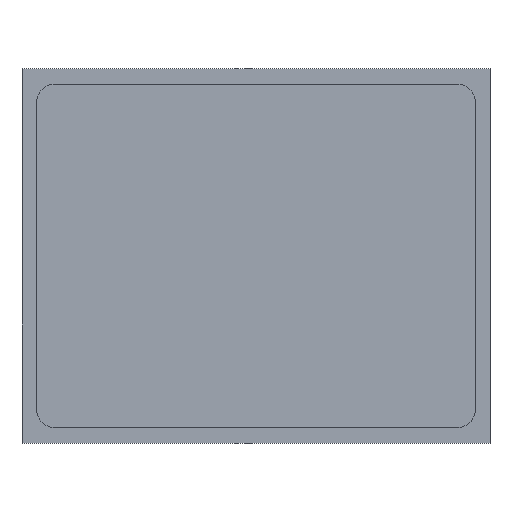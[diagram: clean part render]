
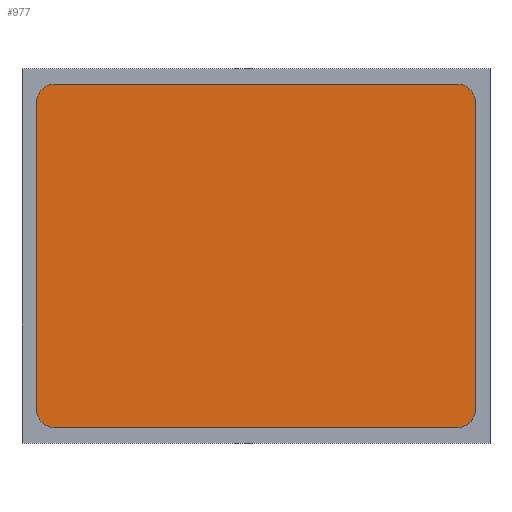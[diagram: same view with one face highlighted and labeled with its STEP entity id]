
A CAD part, top view. The second image highlights one B-rep face of the part: STEP entity #977.
In plain terms, the highlighted planar face has unit normal (0, 0, 1).
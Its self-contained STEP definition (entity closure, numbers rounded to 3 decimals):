
#44 = PLANE('',#45);
#45 = AXIS2_PLACEMENT_3D('',#46,#47,#48);
#46 = CARTESIAN_POINT('',(1.172,-0.918,0.45));
#47 = DIRECTION('',(0.,-1.,0.));
#48 = DIRECTION('',(-1.,0.,0.));
#77 = CYLINDRICAL_SURFACE('',#78,0.1);
#78 = AXIS2_PLACEMENT_3D('',#79,#80,#81);
#79 = CARTESIAN_POINT('',(-1.072,-0.818,0.45));
#80 = DIRECTION('',(0.,0.,1.));
#81 = DIRECTION('',(0.,-1.,0.));
#105 = PLANE('',#106);
#106 = AXIS2_PLACEMENT_3D('',#107,#108,#109);
#107 = CARTESIAN_POINT('',(-1.172,-0.918,0.45));
#108 = DIRECTION('',(-1.,0.,0.));
#109 = DIRECTION('',(0.,1.,0.));
#134 = CYLINDRICAL_SURFACE('',#135,0.1);
#135 = AXIS2_PLACEMENT_3D('',#136,#137,#138);
#136 = CARTESIAN_POINT('',(-1.072,0.818,0.45));
#137 = DIRECTION('',(0.,0.,1.));
#138 = DIRECTION('',(0.,1.,0.));
#162 = PLANE('',#163);
#163 = AXIS2_PLACEMENT_3D('',#164,#165,#166);
#164 = CARTESIAN_POINT('',(-1.172,0.918,0.45));
#165 = DIRECTION('',(0.,1.,0.));
#166 = DIRECTION('',(1.,0.,0.));
#191 = CYLINDRICAL_SURFACE('',#192,0.1);
#192 = AXIS2_PLACEMENT_3D('',#193,#194,#195);
#193 = CARTESIAN_POINT('',(1.072,0.818,0.45));
#194 = DIRECTION('',(0.,0.,1.));
#195 = DIRECTION('',(1.,0.,0.));
#219 = PLANE('',#220);
#220 = AXIS2_PLACEMENT_3D('',#221,#222,#223);
#221 = CARTESIAN_POINT('',(1.172,0.918,0.45));
#222 = DIRECTION('',(1.,0.,0.));
#223 = DIRECTION('',(0.,-1.,0.));
#246 = CYLINDRICAL_SURFACE('',#247,0.1);
#247 = AXIS2_PLACEMENT_3D('',#248,#249,#250);
#248 = CARTESIAN_POINT('',(1.072,-0.818,0.45));
#249 = DIRECTION('',(0.,0.,1.));
#250 = DIRECTION('',(0.,-1.,0.));
#377 = VERTEX_POINT('',#378);
#378 = CARTESIAN_POINT('',(1.072,-0.918,0.55));
#399 = EDGE_CURVE('',#377,#400,#402,.T.);
#400 = VERTEX_POINT('',#401);
#401 = CARTESIAN_POINT('',(-1.072,-0.918,0.55));
#402 = SURFACE_CURVE('',#403,(#407,#414),.PCURVE_S1.);
#403 = LINE('',#404,#405);
#404 = CARTESIAN_POINT('',(1.172,-0.918,0.55));
#405 = VECTOR('',#406,1.);
#406 = DIRECTION('',(-1.,0.,0.));
#407 = PCURVE('',#44,#408);
#408 = DEFINITIONAL_REPRESENTATION('',(#409),#413);
#409 = LINE('',#410,#411);
#410 = CARTESIAN_POINT('',(0.,-0.1));
#411 = VECTOR('',#412,1.);
#412 = DIRECTION('',(1.,0.));
#413 = ( GEOMETRIC_REPRESENTATION_CONTEXT(2) 
PARAMETRIC_REPRESENTATION_CONTEXT() REPRESENTATION_CONTEXT('2D SPACE',''
  ) );
#414 = PCURVE('',#415,#420);
#415 = PLANE('',#416);
#416 = AXIS2_PLACEMENT_3D('',#417,#418,#419);
#417 = CARTESIAN_POINT('',(0.,0.,0.55));
#418 = DIRECTION('',(0.,0.,1.));
#419 = DIRECTION('',(1.,0.,0.));
#420 = DEFINITIONAL_REPRESENTATION('',(#421),#425);
#421 = LINE('',#422,#423);
#422 = CARTESIAN_POINT('',(1.172,-0.918));
#423 = VECTOR('',#424,1.);
#424 = DIRECTION('',(-1.,0.));
#425 = ( GEOMETRIC_REPRESENTATION_CONTEXT(2) 
PARAMETRIC_REPRESENTATION_CONTEXT() REPRESENTATION_CONTEXT('2D SPACE',''
  ) );
#453 = VERTEX_POINT('',#454);
#454 = CARTESIAN_POINT('',(1.172,-0.818,0.55));
#475 = EDGE_CURVE('',#377,#453,#476,.T.);
#476 = SURFACE_CURVE('',#477,(#482,#489),.PCURVE_S1.);
#477 = CIRCLE('',#478,0.1);
#478 = AXIS2_PLACEMENT_3D('',#479,#480,#481);
#479 = CARTESIAN_POINT('',(1.072,-0.818,0.55));
#480 = DIRECTION('',(-0.,0.,1.));
#481 = DIRECTION('',(0.,-1.,0.));
#482 = PCURVE('',#246,#483);
#483 = DEFINITIONAL_REPRESENTATION('',(#484),#488);
#484 = LINE('',#485,#486);
#485 = CARTESIAN_POINT('',(0.,0.1));
#486 = VECTOR('',#487,1.);
#487 = DIRECTION('',(1.,0.));
#488 = ( GEOMETRIC_REPRESENTATION_CONTEXT(2) 
PARAMETRIC_REPRESENTATION_CONTEXT() REPRESENTATION_CONTEXT('2D SPACE',''
  ) );
#489 = PCURVE('',#415,#490);
#490 = DEFINITIONAL_REPRESENTATION('',(#491),#495);
#491 = CIRCLE('',#492,0.1);
#492 = AXIS2_PLACEMENT_2D('',#493,#494);
#493 = CARTESIAN_POINT('',(1.072,-0.818));
#494 = DIRECTION('',(0.,-1.));
#495 = ( GEOMETRIC_REPRESENTATION_CONTEXT(2) 
PARAMETRIC_REPRESENTATION_CONTEXT() REPRESENTATION_CONTEXT('2D SPACE',''
  ) );
#503 = VERTEX_POINT('',#504);
#504 = CARTESIAN_POINT('',(-1.172,-0.818,0.55));
#525 = EDGE_CURVE('',#400,#503,#526,.T.);
#526 = SURFACE_CURVE('',#527,(#532,#539),.PCURVE_S1.);
#527 = CIRCLE('',#528,0.1);
#528 = AXIS2_PLACEMENT_3D('',#529,#530,#531);
#529 = CARTESIAN_POINT('',(-1.072,-0.818,0.55));
#530 = DIRECTION('',(-0.,-0.,-1.));
#531 = DIRECTION('',(0.,-1.,0.));
#532 = PCURVE('',#77,#533);
#533 = DEFINITIONAL_REPRESENTATION('',(#534),#538);
#534 = LINE('',#535,#536);
#535 = CARTESIAN_POINT('',(-0.,0.1));
#536 = VECTOR('',#537,1.);
#537 = DIRECTION('',(-1.,0.));
#538 = ( GEOMETRIC_REPRESENTATION_CONTEXT(2) 
PARAMETRIC_REPRESENTATION_CONTEXT() REPRESENTATION_CONTEXT('2D SPACE',''
  ) );
#539 = PCURVE('',#415,#540);
#540 = DEFINITIONAL_REPRESENTATION('',(#541),#549);
#541 = ( BOUNDED_CURVE() B_SPLINE_CURVE(2,(#542,#543,#544,#545,#546,#547
,#548),.UNSPECIFIED.,.T.,.F.) B_SPLINE_CURVE_WITH_KNOTS((1,2,2,2,2,1),(
    -2.094,0.,2.094,4.189,6.283,
8.378),.UNSPECIFIED.) CURVE() GEOMETRIC_REPRESENTATION_ITEM() 
RATIONAL_B_SPLINE_CURVE((1.,0.5,1.,0.5,1.,0.5,1.)) REPRESENTATION_ITEM(
  '') );
#542 = CARTESIAN_POINT('',(-1.072,-0.918));
#543 = CARTESIAN_POINT('',(-1.246,-0.918));
#544 = CARTESIAN_POINT('',(-1.159,-0.768));
#545 = CARTESIAN_POINT('',(-1.072,-0.618));
#546 = CARTESIAN_POINT('',(-0.986,-0.768));
#547 = CARTESIAN_POINT('',(-0.899,-0.918));
#548 = CARTESIAN_POINT('',(-1.072,-0.918));
#549 = ( GEOMETRIC_REPRESENTATION_CONTEXT(2) 
PARAMETRIC_REPRESENTATION_CONTEXT() REPRESENTATION_CONTEXT('2D SPACE',''
  ) );
#557 = VERTEX_POINT('',#558);
#558 = CARTESIAN_POINT('',(1.172,0.818,0.55));
#579 = EDGE_CURVE('',#557,#453,#580,.T.);
#580 = SURFACE_CURVE('',#581,(#585,#592),.PCURVE_S1.);
#581 = LINE('',#582,#583);
#582 = CARTESIAN_POINT('',(1.172,0.918,0.55));
#583 = VECTOR('',#584,1.);
#584 = DIRECTION('',(0.,-1.,0.));
#585 = PCURVE('',#219,#586);
#586 = DEFINITIONAL_REPRESENTATION('',(#587),#591);
#587 = LINE('',#588,#589);
#588 = CARTESIAN_POINT('',(0.,-0.1));
#589 = VECTOR('',#590,1.);
#590 = DIRECTION('',(1.,0.));
#591 = ( GEOMETRIC_REPRESENTATION_CONTEXT(2) 
PARAMETRIC_REPRESENTATION_CONTEXT() REPRESENTATION_CONTEXT('2D SPACE',''
  ) );
#592 = PCURVE('',#415,#593);
#593 = DEFINITIONAL_REPRESENTATION('',(#594),#598);
#594 = LINE('',#595,#596);
#595 = CARTESIAN_POINT('',(1.172,0.918));
#596 = VECTOR('',#597,1.);
#597 = DIRECTION('',(0.,-1.));
#598 = ( GEOMETRIC_REPRESENTATION_CONTEXT(2) 
PARAMETRIC_REPRESENTATION_CONTEXT() REPRESENTATION_CONTEXT('2D SPACE',''
  ) );
#606 = EDGE_CURVE('',#503,#607,#609,.T.);
#607 = VERTEX_POINT('',#608);
#608 = CARTESIAN_POINT('',(-1.172,0.818,0.55));
#609 = SURFACE_CURVE('',#610,(#614,#621),.PCURVE_S1.);
#610 = LINE('',#611,#612);
#611 = CARTESIAN_POINT('',(-1.172,-0.918,0.55));
#612 = VECTOR('',#613,1.);
#613 = DIRECTION('',(0.,1.,0.));
#614 = PCURVE('',#105,#615);
#615 = DEFINITIONAL_REPRESENTATION('',(#616),#620);
#616 = LINE('',#617,#618);
#617 = CARTESIAN_POINT('',(0.,-0.1));
#618 = VECTOR('',#619,1.);
#619 = DIRECTION('',(1.,0.));
#620 = ( GEOMETRIC_REPRESENTATION_CONTEXT(2) 
PARAMETRIC_REPRESENTATION_CONTEXT() REPRESENTATION_CONTEXT('2D SPACE',''
  ) );
#621 = PCURVE('',#415,#622);
#622 = DEFINITIONAL_REPRESENTATION('',(#623),#627);
#623 = LINE('',#624,#625);
#624 = CARTESIAN_POINT('',(-1.172,-0.918));
#625 = VECTOR('',#626,1.);
#626 = DIRECTION('',(0.,1.));
#627 = ( GEOMETRIC_REPRESENTATION_CONTEXT(2) 
PARAMETRIC_REPRESENTATION_CONTEXT() REPRESENTATION_CONTEXT('2D SPACE',''
  ) );
#655 = VERTEX_POINT('',#656);
#656 = CARTESIAN_POINT('',(1.072,0.918,0.55));
#677 = EDGE_CURVE('',#557,#655,#678,.T.);
#678 = SURFACE_CURVE('',#679,(#684,#691),.PCURVE_S1.);
#679 = CIRCLE('',#680,0.1);
#680 = AXIS2_PLACEMENT_3D('',#681,#682,#683);
#681 = CARTESIAN_POINT('',(1.072,0.818,0.55));
#682 = DIRECTION('',(-0.,0.,1.));
#683 = DIRECTION('',(0.,-1.,0.));
#684 = PCURVE('',#191,#685);
#685 = DEFINITIONAL_REPRESENTATION('',(#686),#690);
#686 = LINE('',#687,#688);
#687 = CARTESIAN_POINT('',(-1.571,0.1));
#688 = VECTOR('',#689,1.);
#689 = DIRECTION('',(1.,0.));
#690 = ( GEOMETRIC_REPRESENTATION_CONTEXT(2) 
PARAMETRIC_REPRESENTATION_CONTEXT() REPRESENTATION_CONTEXT('2D SPACE',''
  ) );
#691 = PCURVE('',#415,#692);
#692 = DEFINITIONAL_REPRESENTATION('',(#693),#697);
#693 = CIRCLE('',#694,0.1);
#694 = AXIS2_PLACEMENT_2D('',#695,#696);
#695 = CARTESIAN_POINT('',(1.072,0.818));
#696 = DIRECTION('',(0.,-1.));
#697 = ( GEOMETRIC_REPRESENTATION_CONTEXT(2) 
PARAMETRIC_REPRESENTATION_CONTEXT() REPRESENTATION_CONTEXT('2D SPACE',''
  ) );
#705 = EDGE_CURVE('',#706,#607,#708,.T.);
#706 = VERTEX_POINT('',#707);
#707 = CARTESIAN_POINT('',(-1.072,0.918,0.55));
#708 = SURFACE_CURVE('',#709,(#714,#721),.PCURVE_S1.);
#709 = CIRCLE('',#710,0.1);
#710 = AXIS2_PLACEMENT_3D('',#711,#712,#713);
#711 = CARTESIAN_POINT('',(-1.072,0.818,0.55));
#712 = DIRECTION('',(-0.,0.,1.));
#713 = DIRECTION('',(0.,-1.,0.));
#714 = PCURVE('',#134,#715);
#715 = DEFINITIONAL_REPRESENTATION('',(#716),#720);
#716 = LINE('',#717,#718);
#717 = CARTESIAN_POINT('',(-3.142,0.1));
#718 = VECTOR('',#719,1.);
#719 = DIRECTION('',(1.,0.));
#720 = ( GEOMETRIC_REPRESENTATION_CONTEXT(2) 
PARAMETRIC_REPRESENTATION_CONTEXT() REPRESENTATION_CONTEXT('2D SPACE',''
  ) );
#721 = PCURVE('',#415,#722);
#722 = DEFINITIONAL_REPRESENTATION('',(#723),#727);
#723 = CIRCLE('',#724,0.1);
#724 = AXIS2_PLACEMENT_2D('',#725,#726);
#725 = CARTESIAN_POINT('',(-1.072,0.818));
#726 = DIRECTION('',(0.,-1.));
#727 = ( GEOMETRIC_REPRESENTATION_CONTEXT(2) 
PARAMETRIC_REPRESENTATION_CONTEXT() REPRESENTATION_CONTEXT('2D SPACE',''
  ) );
#755 = EDGE_CURVE('',#706,#655,#756,.T.);
#756 = SURFACE_CURVE('',#757,(#761,#768),.PCURVE_S1.);
#757 = LINE('',#758,#759);
#758 = CARTESIAN_POINT('',(-1.172,0.918,0.55));
#759 = VECTOR('',#760,1.);
#760 = DIRECTION('',(1.,0.,0.));
#761 = PCURVE('',#162,#762);
#762 = DEFINITIONAL_REPRESENTATION('',(#763),#767);
#763 = LINE('',#764,#765);
#764 = CARTESIAN_POINT('',(0.,-0.1));
#765 = VECTOR('',#766,1.);
#766 = DIRECTION('',(1.,0.));
#767 = ( GEOMETRIC_REPRESENTATION_CONTEXT(2) 
PARAMETRIC_REPRESENTATION_CONTEXT() REPRESENTATION_CONTEXT('2D SPACE',''
  ) );
#768 = PCURVE('',#415,#769);
#769 = DEFINITIONAL_REPRESENTATION('',(#770),#774);
#770 = LINE('',#771,#772);
#771 = CARTESIAN_POINT('',(-1.172,0.918));
#772 = VECTOR('',#773,1.);
#773 = DIRECTION('',(1.,0.));
#774 = ( GEOMETRIC_REPRESENTATION_CONTEXT(2) 
PARAMETRIC_REPRESENTATION_CONTEXT() REPRESENTATION_CONTEXT('2D SPACE',''
  ) );
#977 = ADVANCED_FACE('',(#978),#415,.T.);
#978 = FACE_BOUND('',#979,.T.);
#979 = EDGE_LOOP('',(#980,#981,#982,#983,#984,#985,#986,#987));
#980 = ORIENTED_EDGE('',*,*,#606,.F.);
#981 = ORIENTED_EDGE('',*,*,#525,.F.);
#982 = ORIENTED_EDGE('',*,*,#399,.F.);
#983 = ORIENTED_EDGE('',*,*,#475,.T.);
#984 = ORIENTED_EDGE('',*,*,#579,.F.);
#985 = ORIENTED_EDGE('',*,*,#677,.T.);
#986 = ORIENTED_EDGE('',*,*,#755,.F.);
#987 = ORIENTED_EDGE('',*,*,#705,.T.);
